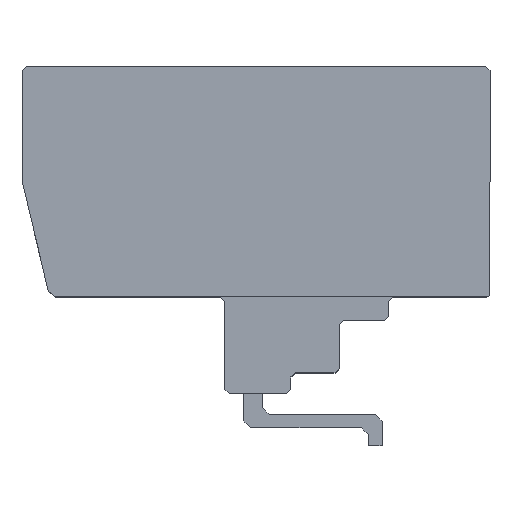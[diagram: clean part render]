
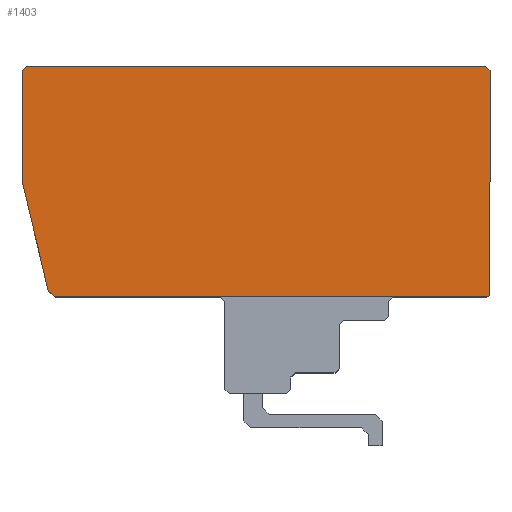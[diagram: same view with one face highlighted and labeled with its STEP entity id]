
A CAD part, top view. The second image highlights one B-rep face of the part: STEP entity #1403.
In plain terms, the highlighted free-form (B-spline) face has degree [1, 1] with [2, 2] control points.
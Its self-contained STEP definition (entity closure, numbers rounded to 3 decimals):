
#1090=CARTESIAN_POINT('',(8.024,27.603,5.0));
#1091=VERTEX_POINT('',#1090);
#1092=CARTESIAN_POINT('',(-25.377,27.603,5.0));
#1093=VERTEX_POINT('',#1092);
#1094=CARTESIAN_POINT('',(8.024,27.603,5.0));
#1095=DIRECTION('',(-1.0,0.0,0.0));
#1096=VECTOR('',#1095,33.401);
#1097=LINE('',#1094,#1096);
#1098=EDGE_CURVE('',#1091,#1093,#1097,.T.);
#1130=CARTESIAN_POINT('',(-25.676,27.303,5.0));
#1131=VERTEX_POINT('',#1130);
#1132=CARTESIAN_POINT('',(-25.377,27.603,5.0));
#1133=DIRECTION('',(-0.705,-0.709,0.0));
#1134=VECTOR('',#1133,0.424);
#1135=LINE('',#1132,#1134);
#1136=EDGE_CURVE('',#1093,#1131,#1135,.T.);
#1161=CARTESIAN_POINT('',(-25.676,19.295,5.0));
#1162=VERTEX_POINT('',#1161);
#1163=CARTESIAN_POINT('',(-25.676,27.303,5.0));
#1164=DIRECTION('',(0.0,-1.0,0.0));
#1165=VECTOR('',#1164,8.008);
#1166=LINE('',#1163,#1165);
#1167=EDGE_CURVE('',#1131,#1162,#1166,.T.);
#1192=CARTESIAN_POINT('',(-23.763,11.234,5.0));
#1193=VERTEX_POINT('',#1192);
#1194=CARTESIAN_POINT('',(-25.676,19.295,5.0));
#1195=DIRECTION('',(0.231,-0.973,0.0));
#1196=VECTOR('',#1195,8.285);
#1197=LINE('',#1194,#1196);
#1198=EDGE_CURVE('',#1162,#1193,#1197,.T.);
#1223=CARTESIAN_POINT('',(-23.235,10.818,5.0));
#1224=VERTEX_POINT('',#1223);
#1225=CARTESIAN_POINT('',(-23.763,11.234,5.0));
#1226=DIRECTION('',(0.786,-0.619,0.0));
#1227=VECTOR('',#1226,0.673);
#1228=LINE('',#1225,#1227);
#1229=EDGE_CURVE('',#1193,#1224,#1228,.T.);
#1254=CARTESIAN_POINT('',(8.037,10.818,5.0));
#1255=VERTEX_POINT('',#1254);
#1256=CARTESIAN_POINT('',(-23.235,10.818,5.0));
#1257=DIRECTION('',(1.0,0.0,0.0));
#1258=VECTOR('',#1257,31.271);
#1259=LINE('',#1256,#1258);
#1260=EDGE_CURVE('',#1224,#1255,#1259,.T.);
#1306=CARTESIAN_POINT('',(8.339,11.118,5.0));
#1307=VERTEX_POINT('',#1306);
#1308=CARTESIAN_POINT('',(8.037,11.119,5.0));
#1309=DIRECTION('',(0.0,0.0,1.0));
#1310=DIRECTION('',(0.705,-0.709,0.0));
#1311=AXIS2_PLACEMENT_3D('',#1308,#1309,#1310);
#1312=CIRCLE('',#1311,0.301);
#1313=EDGE_CURVE('',#1255,#1307,#1312,.T.);
#1339=CARTESIAN_POINT('',(8.339,27.288,5.0));
#1340=VERTEX_POINT('',#1339);
#1341=CARTESIAN_POINT('',(8.339,11.118,5.0));
#1342=DIRECTION('',(0.0,1.0,0.0));
#1343=VECTOR('',#1342,16.17);
#1344=LINE('',#1341,#1343);
#1345=EDGE_CURVE('',#1307,#1340,#1344,.T.);
#1370=CARTESIAN_POINT('',(8.339,27.288,5.0));
#1371=DIRECTION('',(-0.705,0.709,0.0));
#1372=VECTOR('',#1371,0.445);
#1373=LINE('',#1370,#1372);
#1374=EDGE_CURVE('',#1340,#1091,#1373,.T.);
#1387=CARTESIAN_POINT('',(8.339,27.603,5.0));
#1388=CARTESIAN_POINT('',(-25.676,27.603,5.0));
#1389=CARTESIAN_POINT('',(8.339,10.818,5.0));
#1390=CARTESIAN_POINT('',(-25.676,10.818,5.0));
#1391=B_SPLINE_SURFACE_WITH_KNOTS('',1,1,((#1387,#1389),(#1388,#1390)),.UNSPECIFIED.,.F.,.F.,.U.,(2,2),(2,2),(0.0,34.014),(0.0,16.786),.UNSPECIFIED.);
#1392=ORIENTED_EDGE('',*,*,#1098,.T.);
#1393=ORIENTED_EDGE('',*,*,#1136,.T.);
#1394=ORIENTED_EDGE('',*,*,#1167,.T.);
#1395=ORIENTED_EDGE('',*,*,#1198,.T.);
#1396=ORIENTED_EDGE('',*,*,#1229,.T.);
#1397=ORIENTED_EDGE('',*,*,#1260,.T.);
#1398=ORIENTED_EDGE('',*,*,#1313,.T.);
#1399=ORIENTED_EDGE('',*,*,#1345,.T.);
#1400=ORIENTED_EDGE('',*,*,#1374,.T.);
#1401=EDGE_LOOP('',(#1392,#1393,#1394,#1395,#1396,#1397,#1398,#1399,#1400));
#1402=FACE_OUTER_BOUND('',#1401,.T.);
#1403=ADVANCED_FACE('',(#1402),#1391,.T.);
